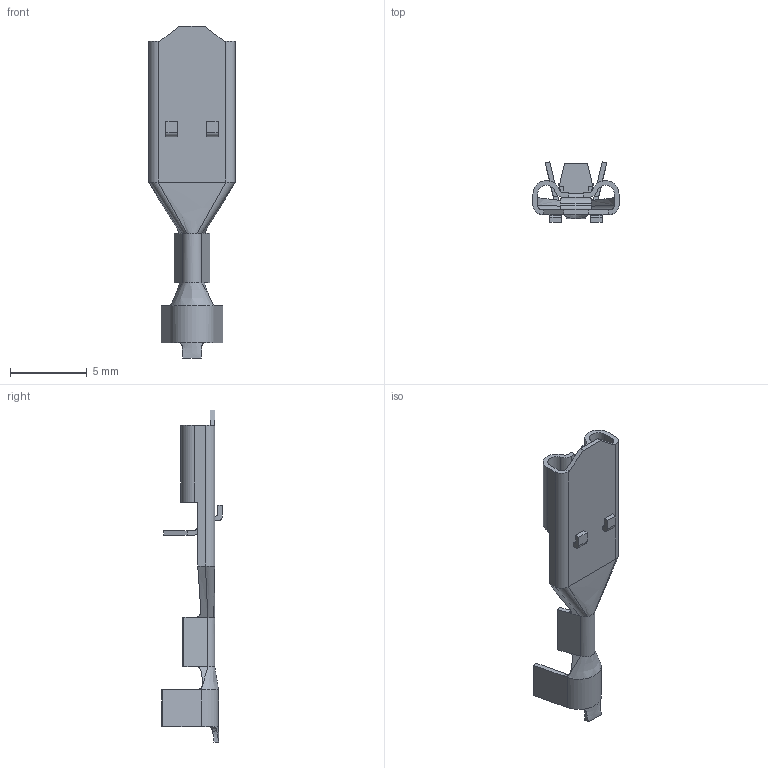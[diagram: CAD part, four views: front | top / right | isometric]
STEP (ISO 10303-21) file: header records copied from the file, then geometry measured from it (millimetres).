
FILE_DESCRIPTION((''),'2;1');
FILE_NAME('C-170324-1','2016-11-28T',('workeradm'),('Tyco Electronics Ltd.'),'CREO PARAMETRIC BY PTC INC, 2016050','CREO PARAMETRIC BY PTC INC, 2016050','');
FILE_SCHEMA(('AUTOMOTIVE_DESIGN { 1 0 10303 214 1 1 1 1 }'));
Length unit declared in the file: millimetre
Products named in the file (1): C-170324-1
Bounding box: 5.6 x 3.95 x 21.6 mm (x, y, z)
Volume: 51 mm3; surface area: 368.3 mm2
Topology: 1 solids, 1 shells, 131 faces, 346 edges, 216 vertices
Faces by surface type: plane 73, cylinder 32, bspline 26
Entity records: 4946 total; most frequent: CARTESIAN_POINT 1817, ORIENTED_EDGE 692, DIRECTION 552, EDGE_CURVE 346, VECTOR 246, LINE 246, VERTEX_POINT 216, AXIS2_PLACEMENT_3D 153
